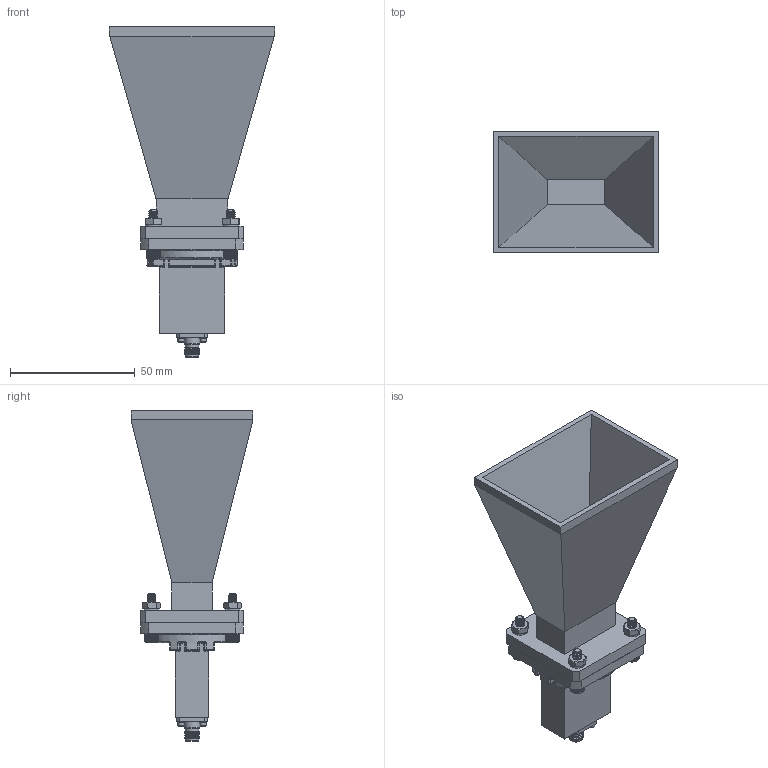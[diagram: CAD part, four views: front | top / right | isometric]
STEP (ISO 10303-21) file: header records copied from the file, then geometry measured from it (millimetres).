
FILE_DESCRIPTION (( 'STEP AP214' ), '1' );
FILE_NAME ('PEWAN090-15ELSF_3D.STEP', '2021-11-15T22:31:41', ( '' ), ( '' ), 'SwSTEP 2.0', 'SolidWorks 2021', '' );
FILE_SCHEMA (( 'AUTOMOTIVE_DESIGN' ));
Length unit declared in the file: inch
Products named in the file (6): 6-32HN-NARROW_90730A007; 6-32SH-HXx.625_92196A150; 6-LW; PEWAN090-15ELSF_3D; PEWAN090-15; PEWCA1075
Assembly tree (14 placements, depth 2):
  PEWAN090-15ELSF_3D
    6-32HN-NARROW_90730A007  x4
    6-32SH-HXx.625_92196A150  x4
    6-LW  x4
    PEWCA1075
    PEWAN090-15
Bounding box: 66.19 x 48.76 x 132.5 mm (x, y, z)
Volume: 60965.7 mm3; surface area: 39983.3 mm2
Topology: 14 solids, 19 shells, 1367 faces, 3072 edges, 1778 vertices
Faces by surface type: plane 721, cone 366, bspline 204, cylinder 76
Full cylindrical faces by diameter (mm): 1.016 x2, 1.27 x2, 1.524 x12, 1.854 x5, 2.438 x4, 2.946 x4, 4.293 x4, 4.3 x4, 4.521 x1, 5.08 x1, 5.334 x2, 6.35 x1, 36.116 x1
Entity records: 39852 total; most frequent: CARTESIAN_POINT 25612, ORIENTED_EDGE 2756, DIRECTION 1748, EDGE_CURVE 1378, VERTEX_POINT 824, B_SPLINE_CURVE_WITH_KNOTS 784, EDGE_LOOP 760, AXIS2_PLACEMENT_3D 701
